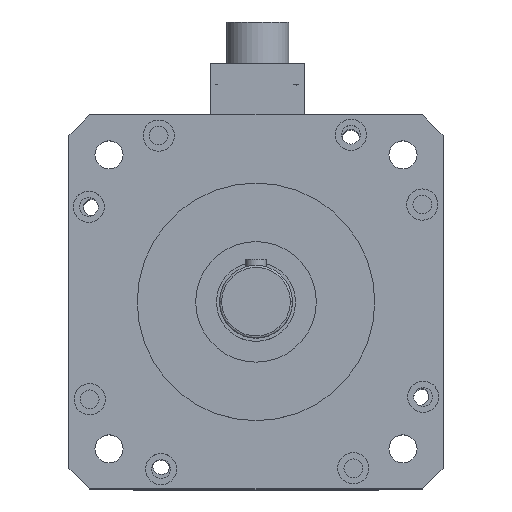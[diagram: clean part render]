
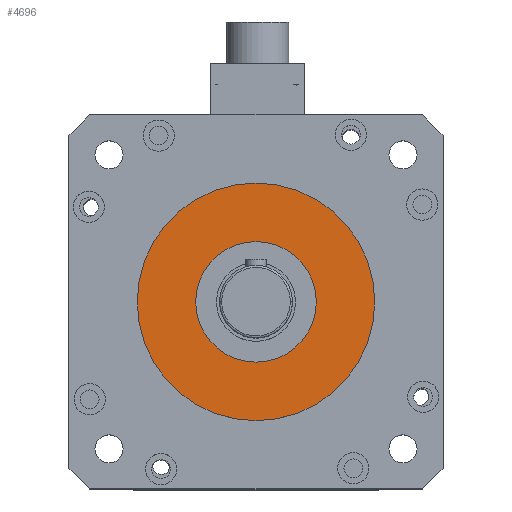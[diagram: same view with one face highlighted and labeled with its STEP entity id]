
A CAD part, top view. The second image highlights one B-rep face of the part: STEP entity #4696.
In plain terms, the highlighted planar face has unit normal (0, 0, 1).
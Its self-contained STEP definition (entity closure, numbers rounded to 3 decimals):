
#747 = DIRECTION ( 'NONE',  ( 0., 0., 1. ) ) ;
#1120 = ORIENTED_EDGE ( 'NONE', *, *, #4453, .F. ) ;
#1161 = AXIS2_PLACEMENT_3D ( 'NONE', #3177, #10677, #11958 ) ;
#1418 = EDGE_CURVE ( 'NONE', #3125, #8096, #7437, .T. ) ;
#1769 = ORIENTED_EDGE ( 'NONE', *, *, #4407, .F. ) ;
#2362 = CARTESIAN_POINT ( 'NONE',  ( 0., 0., 199.2 ) ) ;
#3125 = VERTEX_POINT ( 'NONE', #19181 ) ;
#3177 = CARTESIAN_POINT ( 'NONE',  ( 0., 0., 199.2 ) ) ;
#4212 = DIRECTION ( 'NONE',  ( 0., 0., -1. ) ) ;
#4407 = EDGE_CURVE ( 'NONE', #8096, #3125, #7596, .T. ) ;
#4453 = EDGE_CURVE ( 'NONE', #7162, #7953, #13882, .T. ) ;
#4659 = AXIS2_PLACEMENT_3D ( 'NONE', #17829, #7482, #7100 ) ;
#4696 = ADVANCED_FACE ( 'NONE', ( #13849, #11007 ), #14240, .T. ) ;
#6179 = DIRECTION ( 'NONE',  ( 1., 0., 0. ) ) ;
#7100 = DIRECTION ( 'NONE',  ( 1., 0., 0. ) ) ;
#7162 = VERTEX_POINT ( 'NONE', #8421 ) ;
#7272 = EDGE_LOOP ( 'NONE', ( #8588, #1769 ) ) ;
#7360 = CARTESIAN_POINT ( 'NONE',  ( 57.15, 0., 199.2 ) ) ;
#7437 = CIRCLE ( 'NONE', #1161, 57.15 ) ;
#7482 = DIRECTION ( 'NONE',  ( 0., 0., 1. ) ) ;
#7596 = CIRCLE ( 'NONE', #18919, 57.15 ) ;
#7953 = VERTEX_POINT ( 'NONE', #10323 ) ;
#8096 = VERTEX_POINT ( 'NONE', #7360 ) ;
#8421 = CARTESIAN_POINT ( 'NONE',  ( 29., 0., 199.2 ) ) ;
#8588 = ORIENTED_EDGE ( 'NONE', *, *, #1418, .F. ) ;
#9126 = CARTESIAN_POINT ( 'NONE',  ( 0., 0., 199.2 ) ) ;
#10323 = CARTESIAN_POINT ( 'NONE',  ( -29., 0., 199.2 ) ) ;
#10480 = EDGE_CURVE ( 'NONE', #7953, #7162, #16306, .T. ) ;
#10677 = DIRECTION ( 'NONE',  ( 0., 0., -1. ) ) ;
#11007 = FACE_BOUND ( 'NONE', #11513, .T. ) ;
#11513 = EDGE_LOOP ( 'NONE', ( #1120, #14134 ) ) ;
#11891 = DIRECTION ( 'NONE',  ( 0., 0., 1. ) ) ;
#11958 = DIRECTION ( 'NONE',  ( -1., 0., 0. ) ) ;
#12772 = DIRECTION ( 'NONE',  ( 1., 0., 0. ) ) ;
#13849 = FACE_OUTER_BOUND ( 'NONE', #7272, .T. ) ;
#13882 = CIRCLE ( 'NONE', #17668, 29. ) ;
#14134 = ORIENTED_EDGE ( 'NONE', *, *, #10480, .F. ) ;
#14240 = PLANE ( 'NONE',  #15644 ) ;
#15644 = AXIS2_PLACEMENT_3D ( 'NONE', #17004, #747, #12772 ) ;
#16228 = DIRECTION ( 'NONE',  ( -1., 0., 0. ) ) ;
#16306 = CIRCLE ( 'NONE', #4659, 29. ) ;
#17004 = CARTESIAN_POINT ( 'NONE',  ( 57.15, 0., 199.2 ) ) ;
#17668 = AXIS2_PLACEMENT_3D ( 'NONE', #9126, #11891, #6179 ) ;
#17829 = CARTESIAN_POINT ( 'NONE',  ( 0., 0., 199.2 ) ) ;
#18919 = AXIS2_PLACEMENT_3D ( 'NONE', #2362, #4212, #16228 ) ;
#19181 = CARTESIAN_POINT ( 'NONE',  ( -57.15, 0., 199.2 ) ) ;
